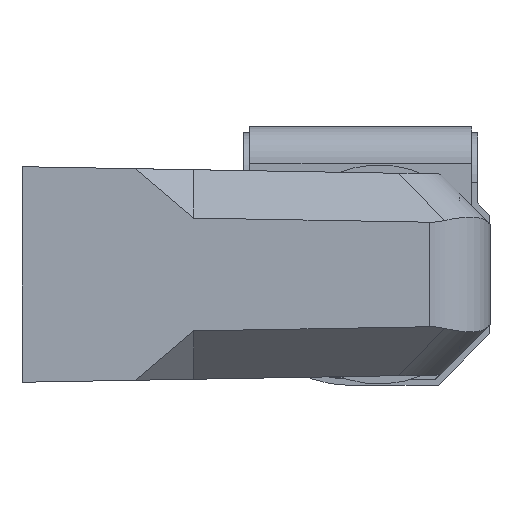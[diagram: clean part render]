
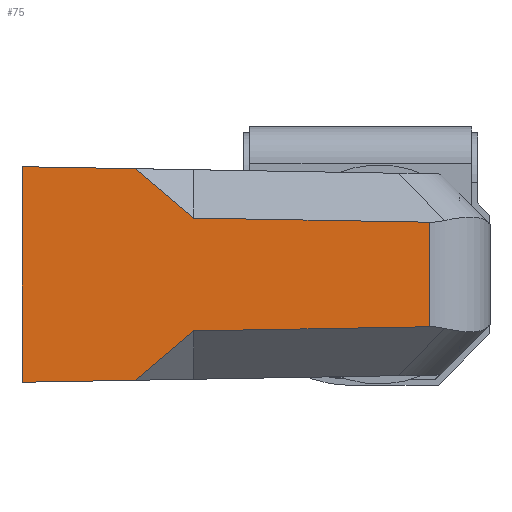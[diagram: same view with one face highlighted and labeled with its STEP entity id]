
A CAD part, front view. The second image highlights one B-rep face of the part: STEP entity #75.
In plain terms, the highlighted planar face has unit normal (0.018, -1, 0).
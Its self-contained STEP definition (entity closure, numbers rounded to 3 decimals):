
#1 = AXIS2_PLACEMENT_3D ( 'NONE', #2440, #2441, #2442 ) ;
#12 = FACE_OUTER_BOUND ( 'NONE', #4909, .T. ) ;
#75 = ADVANCED_FACE ( 'NONE', ( #12 ), #2439, .F. ) ;
#1534 = EDGE_CURVE ( 'NONE', #5790, #5764, #3244, .T. ) ;
#1535 = EDGE_CURVE ( 'NONE', #5790, #5735, #3247, .T. ) ;
#1536 = EDGE_CURVE ( 'NONE', #5764, #5801, #3250, .T. ) ;
#1537 = EDGE_CURVE ( 'NONE', #5801, #5759, #3253, .T. ) ;
#1538 = EDGE_CURVE ( 'NONE', #5709, #5759, #3256, .T. ) ;
#1539 = EDGE_CURVE ( 'NONE', #5709, #5751, #3259, .T. ) ;
#1540 = EDGE_CURVE ( 'NONE', #5738, #5751, #3262, .T. ) ;
#1541 = EDGE_CURVE ( 'NONE', #5738, #5735, #3265, .T. ) ;
#2439 = PLANE ( 'NONE',  #1 ) ;
#2440 = CARTESIAN_POINT ( 'NONE',  ( -29., -63.5, 8.75 ) ) ;
#2441 = DIRECTION ( 'NONE',  ( -0.017, 1., 0. ) ) ;
#2442 = DIRECTION ( 'NONE',  ( -1., -0.017, 0. ) ) ;
#3244 = LINE ( 'NONE', #3245, #4305 ) ;
#3245 = CARTESIAN_POINT ( 'NONE',  ( 4.087, -62.922, 8.75 ) ) ;
#3246 = DIRECTION ( 'NONE',  ( 0., 0., 1. ) ) ;
#3247 = LINE ( 'NONE', #3248, #4306 ) ;
#3248 = CARTESIAN_POINT ( 'NONE',  ( -28.763, -63.496, -4.819 ) ) ;
#3249 = DIRECTION ( 'NONE',  ( -1., -0.017, -0.017 ) ) ;
#3250 = LINE ( 'NONE', #3251, #4307 ) ;
#3251 = CARTESIAN_POINT ( 'NONE',  ( -29.069, -63.501, 4.824 ) ) ;
#3252 = DIRECTION ( 'NONE',  ( -1., -0.017, 0.017 ) ) ;
#3253 = LINE ( 'NONE', #3254, #4308 ) ;
#3254 = CARTESIAN_POINT ( 'NONE',  ( -25.233, -63.434, 13.194 ) ) ;
#3255 = DIRECTION ( 'NONE',  ( -0.763, -0.013, 0.647 ) ) ;
#3256 = LINE ( 'NONE', #3257, #4309 ) ;
#3257 = CARTESIAN_POINT ( 'NONE',  ( -29., -63.5, 8.75 ) ) ;
#3258 = DIRECTION ( 'NONE',  ( 1., 0.017, -0.017 ) ) ;
#3259 = LINE ( 'NONE', #3260, #4310 ) ;
#3260 = CARTESIAN_POINT ( 'NONE',  ( -29., -63.5, 8.75 ) ) ;
#3261 = DIRECTION ( 'NONE',  ( 0., 0., -1. ) ) ;
#3262 = LINE ( 'NONE', #3263, #4311 ) ;
#3263 = CARTESIAN_POINT ( 'NONE',  ( -28.695, -63.495, -8.745 ) ) ;
#3264 = DIRECTION ( 'NONE',  ( -1., -0.017, -0.017 ) ) ;
#3265 = LINE ( 'NONE', #3266, #4312 ) ;
#3266 = CARTESIAN_POINT ( 'NONE',  ( -16.603, -63.284, -5.877 ) ) ;
#3267 = DIRECTION ( 'NONE',  ( 0.763, 0.013, 0.647 ) ) ;
#3969 = CARTESIAN_POINT ( 'NONE',  ( -29., -63.5, 8.75 ) ) ;
#3983 = CARTESIAN_POINT ( 'NONE',  ( -15.072, -63.257, -4.579 ) ) ;
#3986 = CARTESIAN_POINT ( 'NONE',  ( -19.802, -63.339, -8.589 ) ) ;
#3992 = CARTESIAN_POINT ( 'NONE',  ( -29., -63.5, -8.75 ) ) ;
#3998 = CARTESIAN_POINT ( 'NONE',  ( -19.802, -63.339, 8.589 ) ) ;
#4001 = CARTESIAN_POINT ( 'NONE',  ( 4.087, -62.922, 4.245 ) ) ;
#4008 = CARTESIAN_POINT ( 'NONE',  ( 4.087, -62.922, -4.245 ) ) ;
#4018 = CARTESIAN_POINT ( 'NONE',  ( -15.072, -63.257, 4.579 ) ) ;
#4305 = VECTOR ( 'NONE', #3246, 1000. ) ;
#4306 = VECTOR ( 'NONE', #3249, 1000. ) ;
#4307 = VECTOR ( 'NONE', #3252, 1000. ) ;
#4308 = VECTOR ( 'NONE', #3255, 1000. ) ;
#4309 = VECTOR ( 'NONE', #3258, 1000. ) ;
#4310 = VECTOR ( 'NONE', #3261, 1000. ) ;
#4311 = VECTOR ( 'NONE', #3264, 1000. ) ;
#4312 = VECTOR ( 'NONE', #3267, 1000. ) ;
#4909 = EDGE_LOOP ( 'NONE', ( #5098, #5102, #5101, #5103, #5104, #5105, #5106, #5107 ) ) ;
#5098 = ORIENTED_EDGE ( 'NONE', *, *, #1535, .F. ) ;
#5101 = ORIENTED_EDGE ( 'NONE', *, *, #1536, .T. ) ;
#5102 = ORIENTED_EDGE ( 'NONE', *, *, #1534, .T. ) ;
#5103 = ORIENTED_EDGE ( 'NONE', *, *, #1537, .T. ) ;
#5104 = ORIENTED_EDGE ( 'NONE', *, *, #1538, .F. ) ;
#5105 = ORIENTED_EDGE ( 'NONE', *, *, #1539, .T. ) ;
#5106 = ORIENTED_EDGE ( 'NONE', *, *, #1540, .F. ) ;
#5107 = ORIENTED_EDGE ( 'NONE', *, *, #1541, .T. ) ;
#5709 = VERTEX_POINT ( 'NONE', #3969 ) ;
#5735 = VERTEX_POINT ( 'NONE', #3983 ) ;
#5738 = VERTEX_POINT ( 'NONE', #3986 ) ;
#5751 = VERTEX_POINT ( 'NONE', #3992 ) ;
#5759 = VERTEX_POINT ( 'NONE', #3998 ) ;
#5764 = VERTEX_POINT ( 'NONE', #4001 ) ;
#5790 = VERTEX_POINT ( 'NONE', #4008 ) ;
#5801 = VERTEX_POINT ( 'NONE', #4018 ) ;
